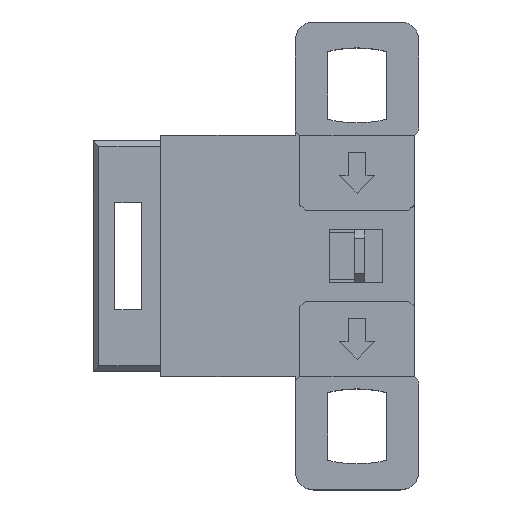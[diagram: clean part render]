
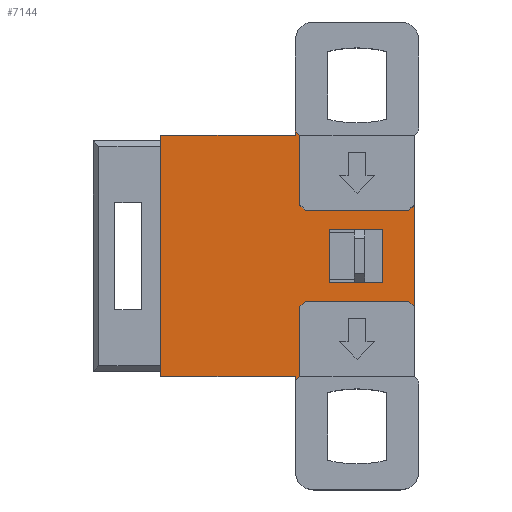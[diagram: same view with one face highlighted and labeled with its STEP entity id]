
A CAD part, top view. The second image highlights one B-rep face of the part: STEP entity #7144.
In plain terms, the highlighted planar face has unit normal (0, 0, 1).
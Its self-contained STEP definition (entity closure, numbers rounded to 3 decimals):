
#4593=DIRECTION('',(-1.,0.,0.));
#4594=VECTOR('',#4593,7.55);
#4595=CARTESIAN_POINT('',(-3.4,6.75,6.45));
#4596=LINE('',#4595,#4594);
#4605=DIRECTION('',(0.,1.,0.));
#4606=VECTOR('',#4605,13.5);
#4607=CARTESIAN_POINT('',(-10.95,-6.75,6.45));
#4608=LINE('',#4607,#4606);
#4609=CARTESIAN_POINT('',(-2.9,7.183,6.45));
#4610=DIRECTION('',(0.,0.,1.));
#4611=DIRECTION('',(-1.,0.,0.));
#4612=AXIS2_PLACEMENT_3D('',#4609,#4610,#4611);
#4614=DIRECTION('',(0.707,-0.707,0.));
#4615=VECTOR('',#4614,0.424);
#4616=CARTESIAN_POINT('',(-3.15,2.85,6.45));
#4617=LINE('',#4616,#4615);
#4618=DIRECTION('',(1.,0.,0.));
#4619=VECTOR('',#4618,2.5);
#4620=CARTESIAN_POINT('',(-2.85,2.55,6.45));
#4621=LINE('',#4620,#4619);
#4622=DIRECTION('',(1.,0.,0.));
#4623=VECTOR('',#4622,0.8);
#4624=CARTESIAN_POINT('',(-0.35,2.55,6.45));
#4625=LINE('',#4624,#4623);
#4626=DIRECTION('',(1.,0.,0.));
#4627=VECTOR('',#4626,2.5);
#4628=CARTESIAN_POINT('',(0.45,2.55,6.45));
#4629=LINE('',#4628,#4627);
#4630=DIRECTION('',(0.707,0.707,0.));
#4631=VECTOR('',#4630,0.424);
#4632=CARTESIAN_POINT('',(2.95,2.55,6.45));
#4633=LINE('',#4632,#4631);
#4634=DIRECTION('',(0.,-1.,0.));
#4635=VECTOR('',#4634,5.7);
#4636=CARTESIAN_POINT('',(3.25,2.85,6.45));
#4637=LINE('',#4636,#4635);
#4638=DIRECTION('',(-0.707,0.707,0.));
#4639=VECTOR('',#4638,0.424);
#4640=CARTESIAN_POINT('',(3.25,-2.85,6.45));
#4641=LINE('',#4640,#4639);
#4642=DIRECTION('',(-0.707,-0.707,0.));
#4643=VECTOR('',#4642,0.424);
#4644=CARTESIAN_POINT('',(-2.85,-2.55,6.45));
#4645=LINE('',#4644,#4643);
#4646=DIRECTION('',(0.,-1.,0.));
#4647=VECTOR('',#4646,3.9);
#4648=CARTESIAN_POINT('',(-3.15,-2.85,6.45));
#4649=LINE('',#4648,#4647);
#4650=CARTESIAN_POINT('',(-2.9,-7.183,6.45));
#4651=DIRECTION('',(0.,0.,1.));
#4652=DIRECTION('',(-0.5,0.866,0.));
#4653=AXIS2_PLACEMENT_3D('',#4650,#4651,#4652);
#4655=DIRECTION('',(0.,1.,0.));
#4656=VECTOR('',#4655,0.433);
#4657=CARTESIAN_POINT('',(-3.4,-7.183,6.45));
#4658=LINE('',#4657,#4656);
#4659=DIRECTION('',(-1.,0.,0.));
#4660=VECTOR('',#4659,7.55);
#4661=CARTESIAN_POINT('',(-3.4,-6.75,6.45));
#4662=LINE('',#4661,#4660);
#4663=DIRECTION('',(0.,1.,0.));
#4664=VECTOR('',#4663,3.);
#4665=CARTESIAN_POINT('',(1.5,-1.5,6.45));
#4666=LINE('',#4665,#4664);
#4667=DIRECTION('',(-1.,0.,0.));
#4668=VECTOR('',#4667,3.);
#4669=CARTESIAN_POINT('',(1.5,1.5,6.45));
#4670=LINE('',#4669,#4668);
#4671=DIRECTION('',(0.,-1.,0.));
#4672=VECTOR('',#4671,3.);
#4673=CARTESIAN_POINT('',(-1.5,1.5,6.45));
#4674=LINE('',#4673,#4672);
#4675=DIRECTION('',(1.,0.,0.));
#4676=VECTOR('',#4675,3.);
#4677=CARTESIAN_POINT('',(-1.5,-1.5,6.45));
#4678=LINE('',#4677,#4676);
#5209=DIRECTION('',(0.,1.,0.));
#5210=VECTOR('',#5209,3.9);
#5211=CARTESIAN_POINT('',(-3.15,2.85,6.45));
#5212=LINE('',#5211,#5210);
#5221=DIRECTION('',(0.,-1.,0.));
#5222=VECTOR('',#5221,0.433);
#5223=CARTESIAN_POINT('',(-3.4,7.183,6.45));
#5224=LINE('',#5223,#5222);
#5497=DIRECTION('',(1.,0.,0.));
#5498=VECTOR('',#5497,2.5);
#5499=CARTESIAN_POINT('',(-2.85,-2.55,6.45));
#5500=LINE('',#5499,#5498);
#5509=DIRECTION('',(1.,0.,0.));
#5510=VECTOR('',#5509,2.5);
#5511=CARTESIAN_POINT('',(0.45,-2.55,6.45));
#5512=LINE('',#5511,#5510);
#5549=DIRECTION('',(1.,0.,0.));
#5550=VECTOR('',#5549,0.8);
#5551=CARTESIAN_POINT('',(-0.35,-2.55,6.45));
#5552=LINE('',#5551,#5550);
#6435=CARTESIAN_POINT('',(-3.4,6.75,6.45));
#6436=CARTESIAN_POINT('',(-10.95,6.75,6.45));
#6437=VERTEX_POINT('',#6435);
#6438=VERTEX_POINT('',#6436);
#6441=CARTESIAN_POINT('',(-10.95,-6.75,6.45));
#6442=VERTEX_POINT('',#6441);
#6443=CARTESIAN_POINT('',(-3.4,7.183,6.45));
#6444=VERTEX_POINT('',#6443);
#6445=CARTESIAN_POINT('',(-3.15,6.75,6.45));
#6446=VERTEX_POINT('',#6445);
#6447=CARTESIAN_POINT('',(-3.15,2.85,6.45));
#6448=VERTEX_POINT('',#6447);
#6449=CARTESIAN_POINT('',(-2.85,2.55,6.45));
#6450=VERTEX_POINT('',#6449);
#6451=CARTESIAN_POINT('',(-0.35,2.55,6.45));
#6452=VERTEX_POINT('',#6451);
#6453=CARTESIAN_POINT('',(0.45,2.55,6.45));
#6454=VERTEX_POINT('',#6453);
#6455=CARTESIAN_POINT('',(2.95,2.55,6.45));
#6456=VERTEX_POINT('',#6455);
#6457=CARTESIAN_POINT('',(3.25,2.85,6.45));
#6458=VERTEX_POINT('',#6457);
#6459=CARTESIAN_POINT('',(3.25,-2.85,6.45));
#6460=VERTEX_POINT('',#6459);
#6461=CARTESIAN_POINT('',(2.95,-2.55,6.45));
#6462=VERTEX_POINT('',#6461);
#6463=CARTESIAN_POINT('',(0.45,-2.55,6.45));
#6464=VERTEX_POINT('',#6463);
#6465=CARTESIAN_POINT('',(-0.35,-2.55,6.45));
#6466=VERTEX_POINT('',#6465);
#6467=CARTESIAN_POINT('',(-2.85,-2.55,6.45));
#6468=VERTEX_POINT('',#6467);
#6469=CARTESIAN_POINT('',(-3.15,-2.85,6.45));
#6470=VERTEX_POINT('',#6469);
#6471=CARTESIAN_POINT('',(-3.15,-6.75,6.45));
#6472=VERTEX_POINT('',#6471);
#6473=CARTESIAN_POINT('',(-3.4,-7.183,6.45));
#6474=VERTEX_POINT('',#6473);
#6475=CARTESIAN_POINT('',(-3.4,-6.75,6.45));
#6476=VERTEX_POINT('',#6475);
#6477=CARTESIAN_POINT('',(1.5,-1.5,6.45));
#6478=CARTESIAN_POINT('',(1.5,1.5,6.45));
#6479=VERTEX_POINT('',#6477);
#6480=VERTEX_POINT('',#6478);
#6481=CARTESIAN_POINT('',(-1.5,1.5,6.45));
#6482=VERTEX_POINT('',#6481);
#6483=CARTESIAN_POINT('',(-1.5,-1.5,6.45));
#6484=VERTEX_POINT('',#6483);
#7088=CARTESIAN_POINT('',(-3.15,0.,6.45));
#7089=DIRECTION('',(0.,0.,-1.));
#7090=DIRECTION('',(-1.,0.,0.));
#7091=AXIS2_PLACEMENT_3D('',#7088,#7089,#7090);
#7092=PLANE('',#7091);
#7094=ORIENTED_EDGE('',*,*,#7093,.T.);
#7095=ORIENTED_EDGE('',*,*,#7075,.F.);
#7097=ORIENTED_EDGE('',*,*,#7096,.F.);
#7099=ORIENTED_EDGE('',*,*,#7098,.T.);
#7101=ORIENTED_EDGE('',*,*,#7100,.F.);
#7103=ORIENTED_EDGE('',*,*,#7102,.T.);
#7105=ORIENTED_EDGE('',*,*,#7104,.T.);
#7107=ORIENTED_EDGE('',*,*,#7106,.T.);
#7109=ORIENTED_EDGE('',*,*,#7108,.T.);
#7111=ORIENTED_EDGE('',*,*,#7110,.T.);
#7113=ORIENTED_EDGE('',*,*,#7112,.T.);
#7115=ORIENTED_EDGE('',*,*,#7114,.T.);
#7117=ORIENTED_EDGE('',*,*,#7116,.F.);
#7119=ORIENTED_EDGE('',*,*,#7118,.F.);
#7121=ORIENTED_EDGE('',*,*,#7120,.F.);
#7123=ORIENTED_EDGE('',*,*,#7122,.T.);
#7125=ORIENTED_EDGE('',*,*,#7124,.T.);
#7127=ORIENTED_EDGE('',*,*,#7126,.T.);
#7129=ORIENTED_EDGE('',*,*,#7128,.T.);
#7131=ORIENTED_EDGE('',*,*,#7130,.T.);
#7132=EDGE_LOOP('',(#7094,#7095,#7097,#7099,#7101,#7103,#7105,#7107,#7109,#7111,
#7113,#7115,#7117,#7119,#7121,#7123,#7125,#7127,#7129,#7131));
#7133=FACE_OUTER_BOUND('',#7132,.F.);
#7135=ORIENTED_EDGE('',*,*,#7134,.T.);
#7137=ORIENTED_EDGE('',*,*,#7136,.T.);
#7139=ORIENTED_EDGE('',*,*,#7138,.T.);
#7141=ORIENTED_EDGE('',*,*,#7140,.T.);
#7142=EDGE_LOOP('',(#7135,#7137,#7139,#7141));
#7143=FACE_BOUND('',#7142,.F.);
#4613=CIRCLE('',#4612,0.5);
#4654=CIRCLE('',#4653,0.5);
#7075=EDGE_CURVE('',#6437,#6438,#4596,.T.);
#7093=EDGE_CURVE('',#6442,#6438,#4608,.T.);
#7096=EDGE_CURVE('',#6444,#6437,#5224,.T.);
#7098=EDGE_CURVE('',#6444,#6446,#4613,.T.);
#7100=EDGE_CURVE('',#6448,#6446,#5212,.T.);
#7102=EDGE_CURVE('',#6448,#6450,#4617,.T.);
#7104=EDGE_CURVE('',#6450,#6452,#4621,.T.);
#7106=EDGE_CURVE('',#6452,#6454,#4625,.T.);
#7108=EDGE_CURVE('',#6454,#6456,#4629,.T.);
#7110=EDGE_CURVE('',#6456,#6458,#4633,.T.);
#7112=EDGE_CURVE('',#6458,#6460,#4637,.T.);
#7114=EDGE_CURVE('',#6460,#6462,#4641,.T.);
#7116=EDGE_CURVE('',#6464,#6462,#5512,.T.);
#7118=EDGE_CURVE('',#6466,#6464,#5552,.T.);
#7120=EDGE_CURVE('',#6468,#6466,#5500,.T.);
#7122=EDGE_CURVE('',#6468,#6470,#4645,.T.);
#7124=EDGE_CURVE('',#6470,#6472,#4649,.T.);
#7126=EDGE_CURVE('',#6472,#6474,#4654,.T.);
#7128=EDGE_CURVE('',#6474,#6476,#4658,.T.);
#7130=EDGE_CURVE('',#6476,#6442,#4662,.T.);
#7134=EDGE_CURVE('',#6479,#6480,#4666,.T.);
#7136=EDGE_CURVE('',#6480,#6482,#4670,.T.);
#7138=EDGE_CURVE('',#6482,#6484,#4674,.T.);
#7140=EDGE_CURVE('',#6484,#6479,#4678,.T.);
#7144=ADVANCED_FACE('',(#7133,#7143),#7092,.F.);
